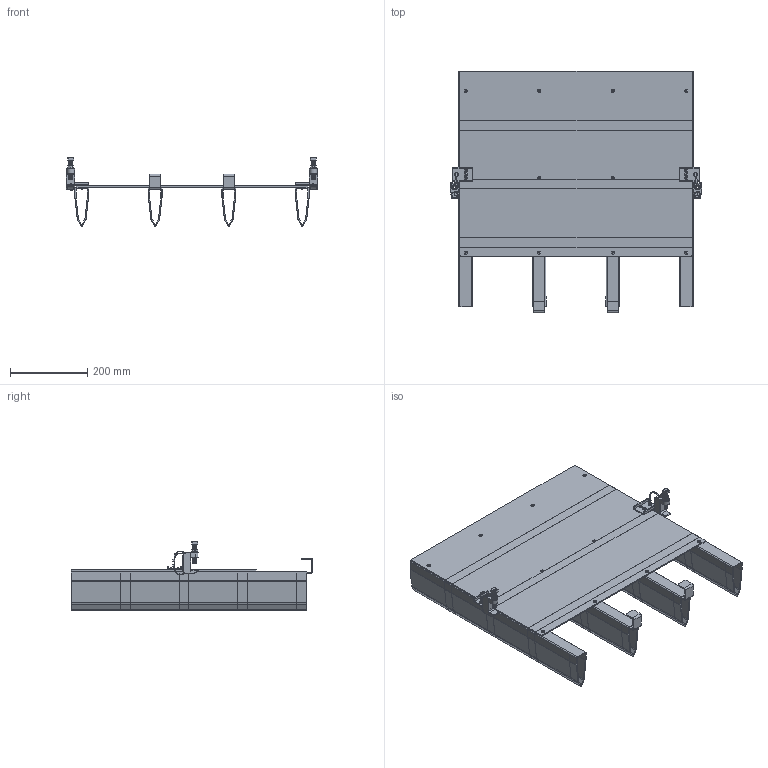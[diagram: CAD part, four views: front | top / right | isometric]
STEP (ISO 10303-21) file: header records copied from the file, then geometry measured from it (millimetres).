
FILE_DESCRIPTION (( 'STEP AP214' ), '1' );
FILE_NAME ('am-3735B am-3735R Cryptobox.STEP', '2017-09-08T01:24:24', ( '' ), ( '' ), 'SwSTEP 2.0', 'SolidWorks 2017', '' );
FILE_SCHEMA (( 'AUTOMOTIVE_DESIGN' ));
Length unit declared in the file: inch
Products named in the file (68): Ziptie Bracket; 0125 x 0500 Rivet; Ziptie; Crypto tape wrap; Beam Clamp Assy; 3-8-16 Nut; 92327A288_GRADE 5 STEEL SQUARE HEAD BOLT; 92327A288_GRADE 5 STEEL SQUARE HEAD BOLT_92327A288; Beam Clamp; Lower field Clip; Back Plate; am-3735B am-3735R Cryptobox; Crypto tape back plate; Crytobox EX Rim-Triangle
Assembly tree (55 placements, depth 3):
  Ziptie Bracket
  0125 x 0500 Rivet
  Crypto tape wrap
  Ziptie Bracket
  0125 x 0500 Rivet
Bounding box: 650.88 x 625.48 x 177.79 mm (x, y, z)
Volume: 2660323.6 mm3; surface area: 2044237.8 mm2
Topology: 52 solids, 52 shells, 1384 faces, 3586 edges, 2312 vertices
Faces by surface type: cylinder 698, plane 562, torus 76, bspline 26, cone 22
Entity records: 20576 total; most frequent: CARTESIAN_POINT 9344, DIRECTION 2089, ORIENTED_EDGE 2080, EDGE_CURVE 1040, AXIS2_PLACEMENT_3D 792, VERTEX_POINT 662, LINE 505, VECTOR 505
